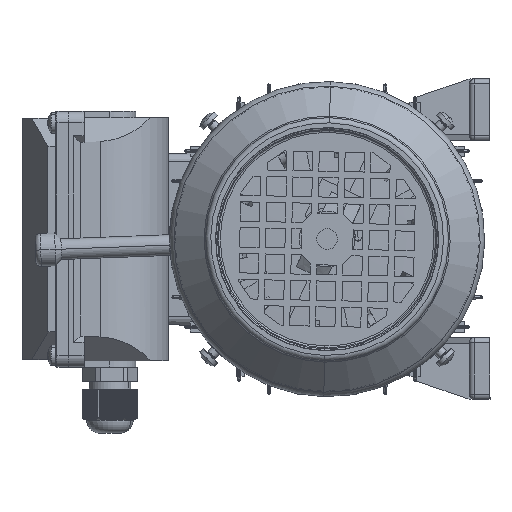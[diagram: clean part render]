
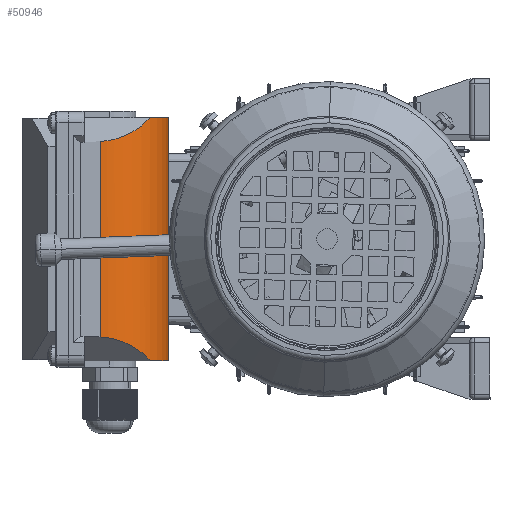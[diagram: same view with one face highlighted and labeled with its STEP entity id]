
A CAD part, left-side view. The second image highlights one B-rep face of the part: STEP entity #50946.
In plain terms, the highlighted cylindrical face has radius 27.7 mm (diameter 55.4 mm), a partial arc.
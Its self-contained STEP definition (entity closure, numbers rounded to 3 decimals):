
#2940 = VERTEX_POINT ( 'NONE', #114776 ) ;
#3523 = VERTEX_POINT ( 'NONE', #25014 ) ;
#3746 = CARTESIAN_POINT ( 'NONE',  ( -56.175, 37.825, -4.828 ) ) ;
#10670 = VECTOR ( 'NONE', #87574, 1000. ) ;
#16540 = CARTESIAN_POINT ( 'NONE',  ( -55.855, 38.145, 2.727 ) ) ;
#21597 = VERTEX_POINT ( 'NONE', #78040 ) ;
#25014 = CARTESIAN_POINT ( 'NONE',  ( -47., -47., 14.616 ) ) ;
#29360 = CARTESIAN_POINT ( 'NONE',  ( -52.628, 41.372, 9.566 ) ) ;
#30174 = ORIENTED_EDGE ( 'NONE', *, *, #78837, .T. ) ;
#30447 = DIRECTION ( 'NONE',  ( 0., 1., 0. ) ) ;
#32333 = DIRECTION ( 'NONE',  ( 0., 0., -1. ) ) ;
#34864 = VERTEX_POINT ( 'NONE', #98912 ) ;
#40559 = EDGE_CURVE ( 'NONE', #34864, #3523, #89655, .T. ) ;
#41308 = CIRCLE ( 'NONE', #58282, 27.7 ) ;
#42154 = CARTESIAN_POINT ( 'NONE',  ( -47., 47., 14.616 ) ) ;
#42738 = FACE_OUTER_BOUND ( 'NONE', #100072, .T. ) ;
#43213 = CARTESIAN_POINT ( 'NONE',  ( -28.5, -49.5, 21.7 ) ) ;
#45106 = DIRECTION ( 'NONE',  ( 0., 1., 0. ) ) ;
#50268 = ORIENTED_EDGE ( 'NONE', *, *, #88730, .F. ) ;
#50946 = ADVANCED_FACE ( 'NONE', ( #42738 ), #52357, .T. ) ;
#52357 = CYLINDRICAL_SURFACE ( 'NONE', #71674, 27.7 ) ;
#52505 = ORIENTED_EDGE ( 'NONE', *, *, #110586, .T. ) ;
#55949 = LINE ( 'NONE', #43213, #75187 ) ;
#56638 =( BOUNDED_CURVE ( )  B_SPLINE_CURVE ( 3, ( #42154, #29360, #16540, #3746 ),
 .UNSPECIFIED., .F., .T. ) 
 B_SPLINE_CURVE_WITH_KNOTS ( ( 4, 4 ),
 ( 2.302, 3.099 ),
 .UNSPECIFIED. ) 
 CURVE ( )  GEOMETRIC_REPRESENTATION_ITEM ( )  RATIONAL_B_SPLINE_CURVE ( ( 1., 0.948, 0.948, 1. ) ) 
 REPRESENTATION_ITEM ( '' )  );
#57392 = DIRECTION ( 'NONE',  ( 0., 0., 1. ) ) ;
#57677 = CARTESIAN_POINT ( 'NONE',  ( -47., -47., 14.616 ) ) ;
#57881 = CARTESIAN_POINT ( 'NONE',  ( -28.5, -47., -6. ) ) ;
#58282 = AXIS2_PLACEMENT_3D ( 'NONE', #57881, #45106, #32333 ) ;
#63340 = CARTESIAN_POINT ( 'NONE',  ( -28.5, -47., 21.7 ) ) ;
#70172 = DIRECTION ( 'NONE',  ( 0., -1., 0. ) ) ;
#70455 = CARTESIAN_POINT ( 'NONE',  ( -52.628, -41.372, 9.566 ) ) ;
#71674 = AXIS2_PLACEMENT_3D ( 'NONE', #86735, #122043, #109261 ) ;
#75187 = VECTOR ( 'NONE', #30447, 1000. ) ;
#78040 = CARTESIAN_POINT ( 'NONE',  ( -47., 47., 14.616 ) ) ;
#78837 = EDGE_CURVE ( 'NONE', #3523, #107879, #41308, .T. ) ;
#80378 = EDGE_CURVE ( 'NONE', #2940, #21597, #123769, .T. ) ;
#82851 = ORIENTED_EDGE ( 'NONE', *, *, #86707, .T. ) ;
#82982 = CARTESIAN_POINT ( 'NONE',  ( -28.5, 47., -6. ) ) ;
#83257 = CARTESIAN_POINT ( 'NONE',  ( -55.855, -38.145, 2.727 ) ) ;
#86707 = EDGE_CURVE ( 'NONE', #21597, #116588, #56638, .T. ) ;
#86735 = CARTESIAN_POINT ( 'NONE',  ( -28.5, -49.5, -6. ) ) ;
#87574 = DIRECTION ( 'NONE',  ( 0., 1., 0. ) ) ;
#88730 = EDGE_CURVE ( 'NONE', #34864, #116588, #113117, .T. ) ;
#89655 =( BOUNDED_CURVE ( )  B_SPLINE_CURVE ( 3, ( #96077, #83257, #70455, #57677 ),
 .UNSPECIFIED., .F., .F. ) 
 B_SPLINE_CURVE_WITH_KNOTS ( ( 4, 4 ),
 ( 0.042, 0.839 ),
 .UNSPECIFIED. ) 
 CURVE ( )  GEOMETRIC_REPRESENTATION_ITEM ( )  RATIONAL_B_SPLINE_CURVE ( ( 1., 0.948, 0.948, 1. ) ) 
 REPRESENTATION_ITEM ( '' )  );
#92277 = AXIS2_PLACEMENT_3D ( 'NONE', #82982, #70172, #57392 ) ;
#96077 = CARTESIAN_POINT ( 'NONE',  ( -56.175, -37.825, -4.828 ) ) ;
#98912 = CARTESIAN_POINT ( 'NONE',  ( -56.175, -37.825, -4.828 ) ) ;
#100072 = EDGE_LOOP ( 'NONE', ( #30174, #52505, #111083, #82851, #50268, #122559 ) ) ;
#100351 = CARTESIAN_POINT ( 'NONE',  ( -56.175, -49.5, -4.828 ) ) ;
#102540 = CARTESIAN_POINT ( 'NONE',  ( -56.175, 37.825, -4.828 ) ) ;
#107879 = VERTEX_POINT ( 'NONE', #63340 ) ;
#109261 = DIRECTION ( 'NONE',  ( 0., 0., 1. ) ) ;
#110586 = EDGE_CURVE ( 'NONE', #107879, #2940, #55949, .T. ) ;
#111083 = ORIENTED_EDGE ( 'NONE', *, *, #80378, .T. ) ;
#113117 = LINE ( 'NONE', #100351, #10670 ) ;
#114776 = CARTESIAN_POINT ( 'NONE',  ( -28.5, 47., 21.7 ) ) ;
#116588 = VERTEX_POINT ( 'NONE', #102540 ) ;
#122043 = DIRECTION ( 'NONE',  ( 0., 1., 0. ) ) ;
#122559 = ORIENTED_EDGE ( 'NONE', *, *, #40559, .T. ) ;
#123769 = CIRCLE ( 'NONE', #92277, 27.7 ) ;
